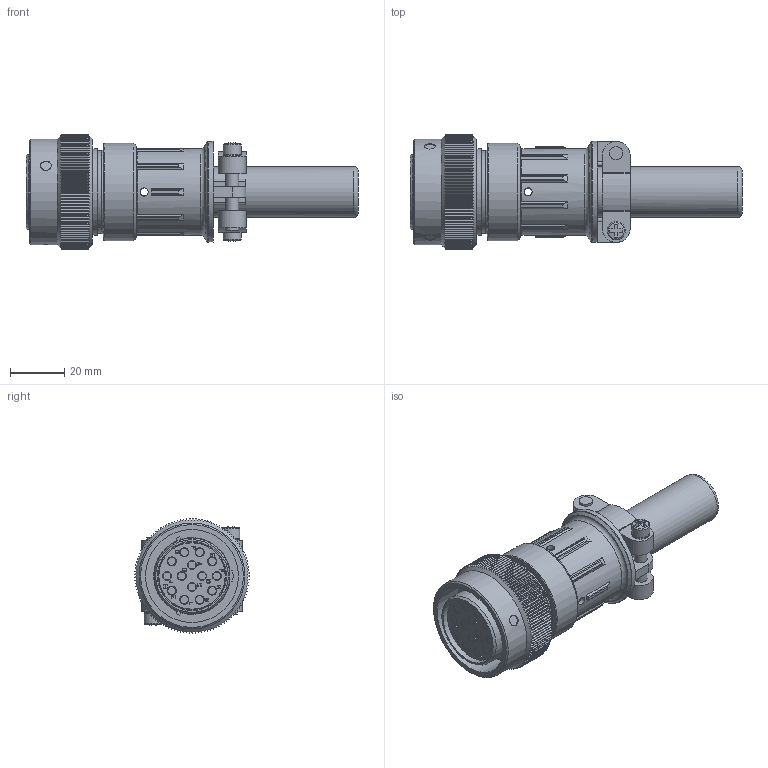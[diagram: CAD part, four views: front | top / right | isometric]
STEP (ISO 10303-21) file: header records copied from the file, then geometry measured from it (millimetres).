
FILE_DESCRIPTION(/* description */ ('STEP AP214'),/* implementation_level */ '2;1');
FILE_NAME(/* name */ 'AHDM06-18-14SR-059',/* time_stamp */ '2023-01-30T08:05:01+01:00',/* author */ ('License CC BY-ND 4.0'),/* organization */ ('CADENAS'),/* preprocessor_version */ 'ST-DEVELOPER v18.102',/* originating_system */ 'PARTsolutions',/* authorisation */ ' ');
FILE_SCHEMA (('AUTOMOTIVE_DESIGN {1 0 10303 214 3 1 1}'));
Length unit declared in the file: millimetre
Products named in the file (3): AHDM06-18-14SR-059; AHDMBS-18-059; AHDM06-18-14SR
Assembly tree (2 placements, depth 2):
  AHDM06-18-14SR-059
    AHDMBS-18-059
    AHDM06-18-14SR
Bounding box: 122.6 x 42.29 x 42.29 mm (x, y, z)
Volume: 68546.4 mm3; surface area: 29137.6 mm2
Topology: 2 solids, 2 shells, 1406 faces, 3825 edges, 2533 vertices
Faces by surface type: plane 770, cylinder 546, torus 50, cone 38, sphere 2
Full cylindrical faces by diameter (mm): 2.95 x14, 3 x4, 3.8 x14, 4 x3, 4.8 x6, 6.475 x2, 6.7 x2, 15.9 x1, 18.7 x1, 24.8 x1, 24.9 x1, 25.5 x1, 28 x1, 29 x1, 30.16 x1, 30.344 x1, 30.376 x1, 32.05 x1, 32.1 x1, 32.6 x1, 34.3 x1, 36 x1, 37.1 x1, 37.3 x1, 39 x1
Entity records: 54197 total; most frequent: CARTESIAN_POINT 10756, ORIENTED_EDGE 7316, DIRECTION 6197, EDGE_CURVE 3658, VERTEX_POINT 2505, AXIS2_PLACEMENT_3D 2151, LINE 1895, VECTOR 1895
